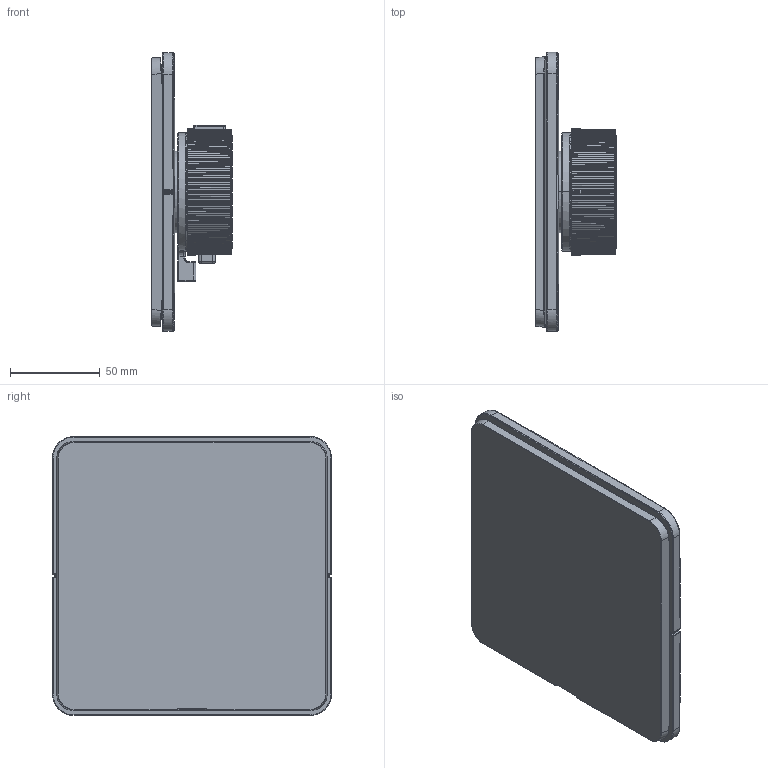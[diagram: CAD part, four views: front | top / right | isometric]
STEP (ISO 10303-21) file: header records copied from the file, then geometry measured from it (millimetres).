
FILE_DESCRIPTION(('CATIA V6 STEP','CAx-IF Rec.Pracs.--- Model Styling and Organization---1.5--- 2016-08-15','CAx-IF Rec.Pracs.---Supplemental Geometry---1.0---2011-11-01','CAx-IF Rec.Pracs.--- Composite Materials ---3.4---2017-06-13','CAx-IF Rec.Pracs.---Tessellated 3D Geometry---1.0---2015-12-17'),'2;1');
FILE_NAME('prd-HG-00490782.stp','2023-08-16T13:50:26+00:00',('none'),('none'),'3DEXPERIENCE Platform3DEXPERIENCE R2021x HotFix 8','3DEXPERIENCE Platform STEP AP242 v2','none');
FILE_SCHEMA(('AP242_MANAGED_MODEL_BASED_3D_ENGINEERING_MIM_LF {1 0 10303 442 1 1 4}'));
Products named in the file (16): P-2_AX_ShowSel.NM_TH_UP_Highf.1V_SoftSq.; V5_P_2_Markiereinsatz_iBox_Next; V5_P_2_Blende_Q_Thermostat_Select_iBoxNext; V5_P_2_Taste_softcubeTherm_Select_IBox_Next; P-2_Volumengriff_AX_iBox_next; P-2_Thermostatgriff_D70_kpl._iBox_next; P-2_Thermostatgriff_D70_AX_iBox_next; P-2_Pin_Thermostatgriff_D70_AX_iBox_next; P-2_Abdeckung_Th.griff_D70_AX_iBox_next; V5_P_2_Taste_Therm.griff_Select_iBox_Next; P-2_AX_Traegerrosette_kpl.Softcube_T42_iBoxN; P-2_Einleger_warm_kalt_AX_iBox_next; P-2_Markierung_Steg_AX_iBox_next; P-2_Steg_AX_iBox_next_schwarz; V5_P_2_Traegrosette_fest_Ther.Select_iBoxNe; V5_P_2_Traegrosette_Softcube_iBox_Next
Assembly tree (16 placements, depth 4):
  P-2_AX_ShowSel.NM_TH_UP_Highf.1V_SoftSq.
    V5_P_2_Markiereinsatz_iBox_Next
    V5_P_2_Blende_Q_Thermostat_Select_iBoxNext
    V5_P_2_Taste_softcubeTherm_Select_IBox_Next
    P-2_Volumengriff_AX_iBox_next
    P-2_Thermostatgriff_D70_kpl._iBox_next
      P-2_Thermostatgriff_D70_AX_iBox_next
      P-2_Pin_Thermostatgriff_D70_AX_iBox_next
      P-2_Abdeckung_Th.griff_D70_AX_iBox_next
      V5_P_2_Taste_Therm.griff_Select_iBox_Next
    P-2_AX_Traegerrosette_kpl.Softcube_T42_iBoxN
      P-2_Einleger_warm_kalt_AX_iBox_next  x2
        P-2_Markierung_Steg_AX_iBox_next
        P-2_Steg_AX_iBox_next_schwarz
      V5_P_2_Traegrosette_fest_Ther.Select_iBoxNe
      V5_P_2_Traegrosette_Softcube_iBox_Next
Bounding box: 45 x 155.2 x 155.2 mm (x, y, z)
Volume: 445235.5 mm3; surface area: 134225.4 mm2
Topology: 14 solids, 14 shells, 2131 faces, 4881 edges, 2738 vertices
Faces by surface type: bspline 1270, cone 383, cylinder 245, plane 149, torus 46, sphere 32, extrusion 4, revolution 2
Entity records: 123805 total; most frequent: CARTESIAN_POINT 91466, ORIENTED_EDGE 8878, EDGE_CURVE 4439, B_SPLINE_CURVE_WITH_KNOTS 3592, VERTEX_POINT 2508, DIRECTION 2335, EDGE_LOOP 1959, ADVANCED_FACE 1957
